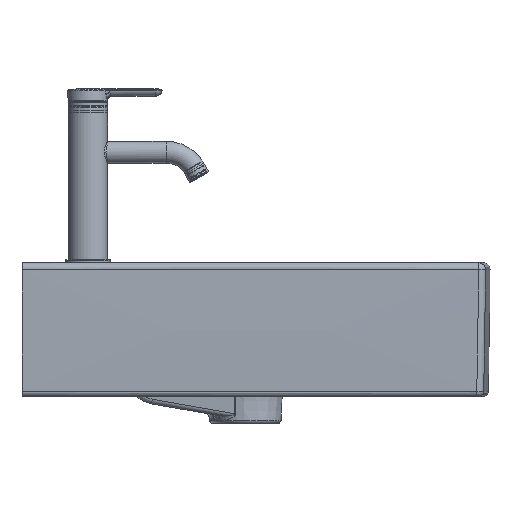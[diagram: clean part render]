
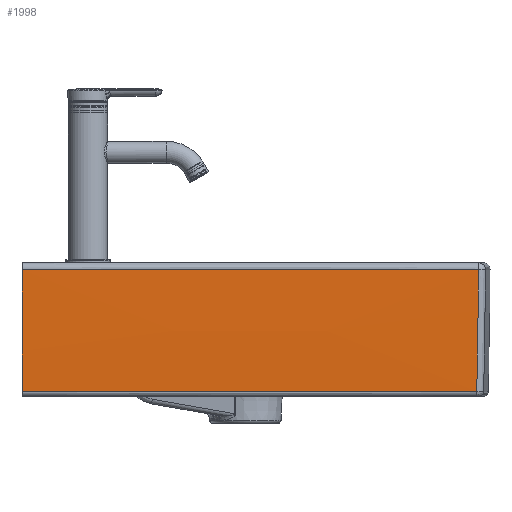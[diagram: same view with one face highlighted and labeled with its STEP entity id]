
A CAD part, front view. The second image highlights one B-rep face of the part: STEP entity #1998.
In plain terms, the highlighted free-form (B-spline) face has degree [3, 2] with [4, 3] control points.
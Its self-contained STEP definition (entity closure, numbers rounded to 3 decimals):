
#1408=CARTESIAN_POINT('',(0.,-599.941,-7.061));
#1409=VERTEX_POINT('',#1408);
#1410=CARTESIAN_POINT('',(460.735,-599.972,-7.061));
#1411=VERTEX_POINT('',#1410);
#1412=CARTESIAN_POINT('',(460.735,-599.972,-7.061));
#1413=CARTESIAN_POINT('',(368.589,-600.391,-7.061));
#1414=CARTESIAN_POINT('',(276.441,-600.597,-7.061));
#1415=CARTESIAN_POINT('',(184.293,-600.59,-7.061));
#1416=CARTESIAN_POINT('',(92.146,-600.372,-7.061));
#1417=CARTESIAN_POINT('',(0.,-599.941,-7.061));
#1418=B_SPLINE_CURVE_WITH_KNOTS('',5,(#1412,#1413,#1414,#1415,#1416,#1417),.UNSPECIFIED.,.F.,.U.,(6,6),(149.49,610.203),.UNSPECIFIED.);
#1419=EDGE_CURVE('',#1409,#1411,#1418,.F.);
#1947=CARTESIAN_POINT('',(460.735,-599.972,-7.061));
#1948=CARTESIAN_POINT('',(307.158,-600.669,-7.061));
#1949=CARTESIAN_POINT('',(153.577,-600.659,-7.061));
#1950=CARTESIAN_POINT('',(0.,-599.941,-7.061));
#1951=CARTESIAN_POINT('',(460.735,-599.433,-68.589));
#1952=CARTESIAN_POINT('',(307.158,-600.13,-68.594));
#1953=CARTESIAN_POINT('',(153.577,-600.119,-68.594));
#1954=CARTESIAN_POINT('',(0.,-599.401,-68.589));
#1955=CARTESIAN_POINT('',(460.735,-598.136,-130.106));
#1956=CARTESIAN_POINT('',(307.158,-598.833,-130.115));
#1957=CARTESIAN_POINT('',(153.577,-598.823,-130.115));
#1958=CARTESIAN_POINT('',(0.,-598.104,-130.106));
#1966=(BOUNDED_SURFACE()B_SPLINE_SURFACE(3,2,((#1947,#1951,#1955),(#1948,#1952,#1956),(#1949,#1953,#1957),(#1950,#1954,#1958)),.UNSPECIFIED.,.F.,.F.,.U.)B_SPLINE_SURFACE_WITH_KNOTS((4,4),(3,3),(78312.911,78773.65),(0.998,1.),.UNSPECIFIED.)GEOMETRIC_REPRESENTATION_ITEM()RATIONAL_B_SPLINE_SURFACE(((0.995,0.997,1.),(0.995,0.997,1.),(0.995,0.997,1.),(0.995,0.997,1.)))REPRESENTATION_ITEM('')SURFACE());
#1967=CARTESIAN_POINT('',(458.925,-598.144,-130.106));
#1968=VERTEX_POINT('',#1967);
#1969=CARTESIAN_POINT('',(0.,-598.104,-130.105));
#1970=VERTEX_POINT('',#1969);
#1971=CARTESIAN_POINT('',(0.,-598.104,-130.105));
#1972=CARTESIAN_POINT('',(76.482,-598.462,-130.11));
#1973=CARTESIAN_POINT('',(152.965,-598.644,-130.113));
#1974=CARTESIAN_POINT('',(229.45,-598.651,-130.113));
#1975=CARTESIAN_POINT('',(305.943,-598.658,-130.113));
#1976=CARTESIAN_POINT('',(382.437,-598.489,-130.111));
#1977=CARTESIAN_POINT('',(458.925,-598.144,-130.106));
#1978=B_SPLINE_CURVE_WITH_KNOTS('',3,(#1971,#1972,#1973,#1974,#1975,#1976,#1977),.UNSPECIFIED.,.F.,.U.,(4,3,4),(0.,324.496,649.023),.UNSPECIFIED.);
#1979=EDGE_CURVE('',#1968,#1970,#1978,.F.);
#1980=ORIENTED_EDGE('',*,*,#1979,.F.);
#1981=CARTESIAN_POINT('',(-4562.563,4473.641,80.655));
#1982=DIRECTION('',(0.711,0.704,0.));
#1983=DIRECTION('',(0.703,-0.71,-0.03));
#1984=AXIS2_PLACEMENT_3D('',#1981,#1982,#1983);
#1985=CIRCLE('',#1984,7140.222);
#1986=EDGE_CURVE('',#1411,#1968,#1985,.T.);
#1987=ORIENTED_EDGE('',*,*,#1986,.F.);
#1988=ORIENTED_EDGE('',*,*,#1419,.F.);
#1989=CARTESIAN_POINT('',(0.,9399.675,80.629));
#1990=DIRECTION('',(-1.0,0.0,0.0));
#1991=DIRECTION('',(0.0,1.0,0.0));
#1992=AXIS2_PLACEMENT_3D('',#1989,#1990,#1991);
#1993=CIRCLE('',#1992,10000.0);
#1994=EDGE_CURVE('',#1970,#1409,#1993,.T.);
#1995=ORIENTED_EDGE('',*,*,#1994,.F.);
#1996=EDGE_LOOP('',(#1980,#1987,#1988,#1995));
#1997=FACE_OUTER_BOUND('',#1996,.T.);
#1998=ADVANCED_FACE('',(#1997),#1966,.T.);
